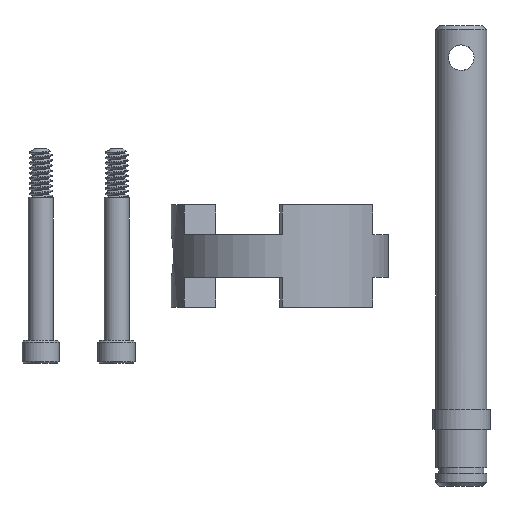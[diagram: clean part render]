
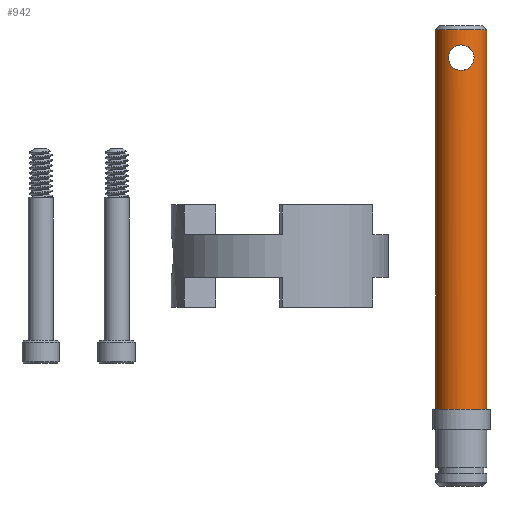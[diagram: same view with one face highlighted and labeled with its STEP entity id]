
A CAD part, front view. The second image highlights one B-rep face of the part: STEP entity #942.
In plain terms, the highlighted cylindrical face has radius 3.162 mm (diameter 6.325 mm), a partial arc.
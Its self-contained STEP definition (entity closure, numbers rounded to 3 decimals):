
#289 = CARTESIAN_POINT ( 'NONE',  ( 0.423, -3.14, 42.061 ) ) ;
#317 = CARTESIAN_POINT ( 'NONE',  ( 0.212, -3.157, 45.182 ) ) ;
#493 = ORIENTED_EDGE ( 'NONE', *, *, #7517, .T. ) ;
#511 = CARTESIAN_POINT ( 'NONE',  ( -1.196, -2.928, 42.557 ) ) ;
#531 = CARTESIAN_POINT ( 'NONE',  ( -1.385, -2.844, 44.409 ) ) ;
#730 = AXIS2_PLACEMENT_3D ( 'NONE', #7716, #8435, #3882 ) ;
#862 = EDGE_CURVE ( 'NONE', #8152, #4631, #8200, .T. ) ;
#919 = CARTESIAN_POINT ( 'NONE',  ( 1.535, -2.765, 43.189 ) ) ;
#942 = ADVANCED_FACE ( 'NONE', ( #6241, #2262 ), #7072, .T. ) ;
#981 = CARTESIAN_POINT ( 'NONE',  ( 1.577, -2.741, 43.394 ) ) ;
#1078 = CARTESIAN_POINT ( 'NONE',  ( 0., -3.162, 42.018 ) ) ;
#1120 = CARTESIAN_POINT ( 'NONE',  ( 3.162, 0., 47.574 ) ) ;
#1170 = CARTESIAN_POINT ( 'NONE',  ( -1.424, -2.824, 42.897 ) ) ;
#1214 = VERTEX_POINT ( 'NONE', #7497 ) ;
#1216 = CARTESIAN_POINT ( 'NONE',  ( 3.162, 0., 47.074 ) ) ;
#1244 = AXIS2_PLACEMENT_3D ( 'NONE', #5705, #5756, #2514 ) ;
#2057 = EDGE_LOOP ( 'NONE', ( #7240, #493, #8433, #8052 ) ) ;
#2252 = CARTESIAN_POINT ( 'NONE',  ( 0.806, -3.064, 44.989 ) ) ;
#2262 = FACE_BOUND ( 'NONE', #5501, .T. ) ;
#2287 = CARTESIAN_POINT ( 'NONE',  ( 0.804, -3.064, 42.221 ) ) ;
#2316 = CARTESIAN_POINT ( 'NONE',  ( 0.211, -3.162, 42.018 ) ) ;
#2319 = AXIS2_PLACEMENT_3D ( 'NONE', #2439, #8230, #8278 ) ;
#2420 = CARTESIAN_POINT ( 'NONE',  ( -0.973, -3.01, 44.864 ) ) ;
#2439 = CARTESIAN_POINT ( 'NONE',  ( 0., 0., 0. ) ) ;
#2471 = VECTOR ( 'NONE', #8162, 1000. ) ;
#2514 = DIRECTION ( 'NONE',  ( -1., 0., 0. ) ) ;
#2870 = CARTESIAN_POINT ( 'NONE',  ( 0.107, -3.162, 45.193 ) ) ;
#2899 = CARTESIAN_POINT ( 'NONE',  ( 1.384, -2.845, 44.409 ) ) ;
#2921 = VERTEX_POINT ( 'NONE', #5260 ) ;
#2932 = CARTESIAN_POINT ( 'NONE',  ( 0.98, -3.011, 44.871 ) ) ;
#3073 = CARTESIAN_POINT ( 'NONE',  ( -0.972, -3.01, 42.346 ) ) ;
#3107 = CARTESIAN_POINT ( 'NONE',  ( -0.42, -3.136, 45.14 ) ) ;
#3137 = CARTESIAN_POINT ( 'NONE',  ( -0.803, -3.06, 44.979 ) ) ;
#3162 = CARTESIAN_POINT ( 'NONE',  ( -1.261, -2.901, 42.635 ) ) ;
#3258 = CARTESIAN_POINT ( 'NONE',  ( 0., -3.162, 42.018 ) ) ;
#3538 = CARTESIAN_POINT ( 'NONE',  ( 0.417, -3.136, 45.141 ) ) ;
#3562 = CARTESIAN_POINT ( 'NONE',  ( 0.979, -3.011, 42.339 ) ) ;
#3741 = CARTESIAN_POINT ( 'NONE',  ( -0.802, -3.06, 42.232 ) ) ;
#3770 = CARTESIAN_POINT ( 'NONE',  ( -1.587, -2.735, 43.394 ) ) ;
#3792 = VECTOR ( 'NONE', #6977, 1000. ) ;
#3795 = CARTESIAN_POINT ( 'NONE',  ( -1.588, -2.735, 43.709 ) ) ;
#3822 = CARTESIAN_POINT ( 'NONE',  ( -1.052, -2.983, 42.412 ) ) ;
#3850 = CARTESIAN_POINT ( 'NONE',  ( -1.268, -2.901, 44.582 ) ) ;
#3882 = DIRECTION ( 'NONE',  ( 1., 0., 0. ) ) ;
#4144 = ORIENTED_EDGE ( 'NONE', *, *, #7920, .T. ) ;
#4151 = CARTESIAN_POINT ( 'NONE',  ( -3.162, 0., 47.574 ) ) ;
#4199 = CARTESIAN_POINT ( 'NONE',  ( 1.384, -2.845, 42.8 ) ) ;
#4225 = CARTESIAN_POINT ( 'NONE',  ( 1.267, -2.902, 42.627 ) ) ;
#4443 = CARTESIAN_POINT ( 'NONE',  ( -1.505, -2.782, 44.121 ) ) ;
#4461 = EDGE_CURVE ( 'NONE', #6371, #2921, #8417, .T. ) ;
#4470 = CARTESIAN_POINT ( 'NONE',  ( -1.536, -2.765, 44.022 ) ) ;
#4631 = VERTEX_POINT ( 'NONE', #3258 ) ;
#4861 = CARTESIAN_POINT ( 'NONE',  ( 0.519, -3.121, 45.109 ) ) ;
#4871 = VERTEX_POINT ( 'NONE', #1216 ) ;
#4894 = CARTESIAN_POINT ( 'NONE',  ( 1.504, -2.782, 44.124 ) ) ;
#5085 = CARTESIAN_POINT ( 'NONE',  ( -0.71, -3.083, 45.029 ) ) ;
#5260 = CARTESIAN_POINT ( 'NONE',  ( 3.162, 0., 0. ) ) ;
#5488 = CARTESIAN_POINT ( 'NONE',  ( -3.162, 0., 0. ) ) ;
#5501 = EDGE_LOOP ( 'NONE', ( #6129, #4144 ) ) ;
#5683 = CARTESIAN_POINT ( 'NONE',  ( -0.107, -3.162, 45.193 ) ) ;
#5705 = CARTESIAN_POINT ( 'NONE',  ( 0., 0., 47.574 ) ) ;
#5711 = CARTESIAN_POINT ( 'NONE',  ( -0.214, -3.157, 45.182 ) ) ;
#5737 = CARTESIAN_POINT ( 'NONE',  ( -0.519, -3.121, 45.109 ) ) ;
#5756 = DIRECTION ( 'NONE',  ( 0., 0., -1. ) ) ;
#5831 = LINE ( 'NONE', #4151, #2471 ) ;
#6015 = B_SPLINE_CURVE_WITH_KNOTS ( 'NONE', 3,
 ( #1078, #6173, #6348, #7659, #7755, #8344, #3741, #3073, #3822, #511, #3162, #6319, #1170, #8369, #3770, #3795, #7104, #4470, #4443, #531, #3850, #8284, #2420, #3137, #5085, #5737, #3107, #5711, #5683, #7075 ),
 .UNSPECIFIED., .F., .F.,
 ( 4, 2, 2, 2, 2, 2, 2, 2, 2, 2, 2, 2, 2, 2, 4 ),
 ( 0.005, 0.005, 0.006, 0.006, 0.006, 0.007, 0.007, 0.008, 0.008, 0.008, 0.009, 0.009, 0.009, 0.01, 0.01 ),
 .UNSPECIFIED. ) ;
#6129 = ORIENTED_EDGE ( 'NONE', *, *, #862, .T. ) ;
#6173 = CARTESIAN_POINT ( 'NONE',  ( -0.105, -3.162, 42.018 ) ) ;
#6183 = CARTESIAN_POINT ( 'NONE',  ( 1.587, -2.735, 43.713 ) ) ;
#6213 = CARTESIAN_POINT ( 'NONE',  ( 1.268, -2.901, 44.583 ) ) ;
#6218 = CIRCLE ( 'NONE', #730, 3.162 ) ;
#6241 = FACE_OUTER_BOUND ( 'NONE', #2057, .T. ) ;
#6319 = CARTESIAN_POINT ( 'NONE',  ( -1.375, -2.848, 42.805 ) ) ;
#6348 = CARTESIAN_POINT ( 'NONE',  ( -0.212, -3.157, 42.029 ) ) ;
#6371 = VERTEX_POINT ( 'NONE', #5488 ) ;
#6729 = LINE ( 'NONE', #1120, #3792 ) ;
#6783 = CARTESIAN_POINT ( 'NONE',  ( 0., -3.162, 45.193 ) ) ;
#6843 = CARTESIAN_POINT ( 'NONE',  ( 0., -3.162, 42.018 ) ) ;
#6882 = CARTESIAN_POINT ( 'NONE',  ( 1.577, -2.741, 43.817 ) ) ;
#6977 = DIRECTION ( 'NONE',  ( 0., 0., -1. ) ) ;
#7072 = CYLINDRICAL_SURFACE ( 'NONE', #1244, 3.162 ) ;
#7075 = CARTESIAN_POINT ( 'NONE',  ( 0., -3.162, 45.193 ) ) ;
#7104 = CARTESIAN_POINT ( 'NONE',  ( -1.577, -2.741, 43.815 ) ) ;
#7240 = ORIENTED_EDGE ( 'NONE', *, *, #7422, .F. ) ;
#7422 = EDGE_CURVE ( 'NONE', #4871, #2921, #6729, .T. ) ;
#7483 = CARTESIAN_POINT ( 'NONE',  ( 1.535, -2.765, 44.023 ) ) ;
#7497 = CARTESIAN_POINT ( 'NONE',  ( -3.162, 0., 47.074 ) ) ;
#7516 = CARTESIAN_POINT ( 'NONE',  ( 1.588, -2.735, 43.501 ) ) ;
#7517 = EDGE_CURVE ( 'NONE', #4871, #1214, #6218, .T. ) ;
#7659 = CARTESIAN_POINT ( 'NONE',  ( -0.418, -3.136, 42.07 ) ) ;
#7716 = CARTESIAN_POINT ( 'NONE',  ( 0., 0., 47.074 ) ) ;
#7755 = CARTESIAN_POINT ( 'NONE',  ( -0.518, -3.121, 42.101 ) ) ;
#7920 = EDGE_CURVE ( 'NONE', #4631, #8152, #6015, .T. ) ;
#7995 = CARTESIAN_POINT ( 'NONE',  ( 0., -3.162, 45.193 ) ) ;
#8052 = ORIENTED_EDGE ( 'NONE', *, *, #4461, .T. ) ;
#8094 = CARTESIAN_POINT ( 'NONE',  ( 1.504, -2.782, 43.088 ) ) ;
#8152 = VERTEX_POINT ( 'NONE', #7995 ) ;
#8162 = DIRECTION ( 'NONE',  ( 0., 0., -1. ) ) ;
#8200 = B_SPLINE_CURVE_WITH_KNOTS ( 'NONE', 3,
 ( #6783, #2870, #317, #3538, #4861, #2252, #2932, #6213, #2899, #4894, #7483, #6882, #6183, #7516, #981, #919, #8094, #4199, #4225, #3562, #2287, #289, #2316, #6843 ),
 .UNSPECIFIED., .F., .F.,
 ( 4, 2, 2, 2, 2, 2, 2, 2, 2, 2, 2, 4 ),
 ( 0., 0., 0.001, 0.001, 0.002, 0.002, 0.003, 0.003, 0.003, 0.004, 0.004, 0.005 ),
 .UNSPECIFIED. ) ;
#8230 = DIRECTION ( 'NONE',  ( 0., 0., 1. ) ) ;
#8278 = DIRECTION ( 'NONE',  ( 1., 0., 0. ) ) ;
#8284 = CARTESIAN_POINT ( 'NONE',  ( -1.051, -2.983, 44.799 ) ) ;
#8344 = CARTESIAN_POINT ( 'NONE',  ( -0.711, -3.083, 42.182 ) ) ;
#8353 = EDGE_CURVE ( 'NONE', #1214, #6371, #5831, .T. ) ;
#8369 = CARTESIAN_POINT ( 'NONE',  ( -1.544, -2.761, 43.182 ) ) ;
#8417 = CIRCLE ( 'NONE', #2319, 3.162 ) ;
#8433 = ORIENTED_EDGE ( 'NONE', *, *, #8353, .T. ) ;
#8435 = DIRECTION ( 'NONE',  ( 0., 0., -1. ) ) ;
